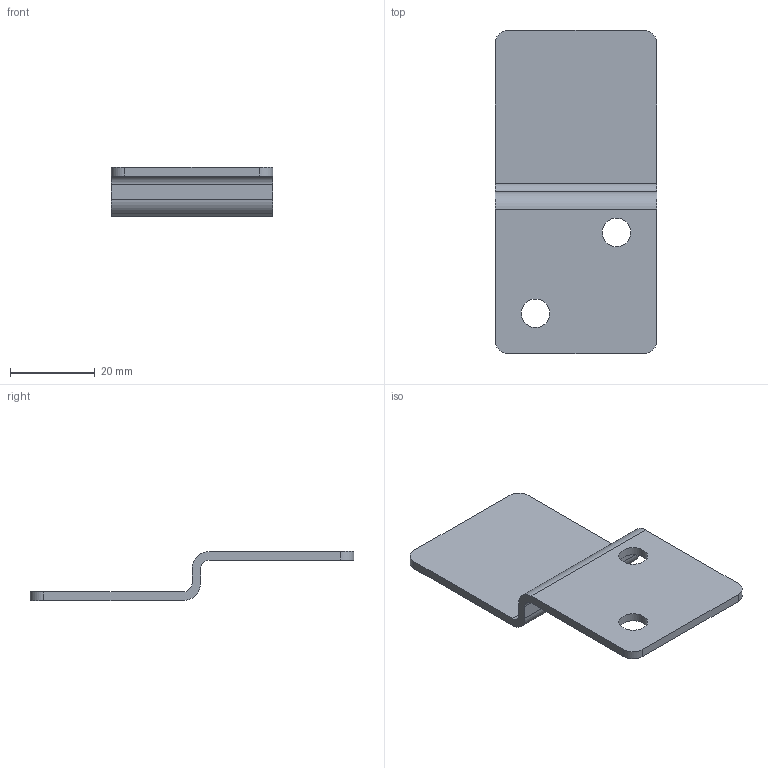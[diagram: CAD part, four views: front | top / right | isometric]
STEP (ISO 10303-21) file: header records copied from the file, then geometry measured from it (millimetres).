
FILE_DESCRIPTION(/* description */ (''),/* implementation_level */ '2;1');
FILE_NAME(/* name */ 'FE-00045.ipt.stp',/* time_stamp */ '2018-01-01T11:15:31-08:00',/* author */ ('PhillipD'),/* organization */ (''),/* preprocessor_version */ 'ST-DEVELOPER v16.13',/* originating_system */ 'Autodesk Inventor 2018',/* authorisation */ '');
FILE_SCHEMA (('AUTOMOTIVE_DESIGN { 1 0 10303 214 3 1 1 }'));
Length unit declared in the file: inch
Products named in the file (1): FE-00045
Bounding box: 38.1 x 76.2 x 11.56 mm (x, y, z)
Volume: 6272 mm3; surface area: 6740.7 mm2
Topology: 1 solids, 1 shells, 20 faces, 54 edges, 36 vertices
Faces by surface type: cylinder 10, plane 10
Full cylindrical faces by diameter (mm): 6.731 x2
Entity records: 677 total; most frequent: DIRECTION 114, CARTESIAN_POINT 109, ORIENTED_EDGE 104, EDGE_CURVE 52, AXIS2_PLACEMENT_3D 41, VERTEX_POINT 36, LINE 32, VECTOR 32
